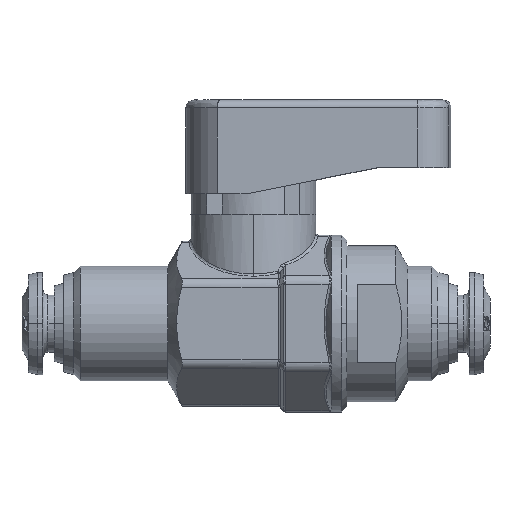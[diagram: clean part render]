
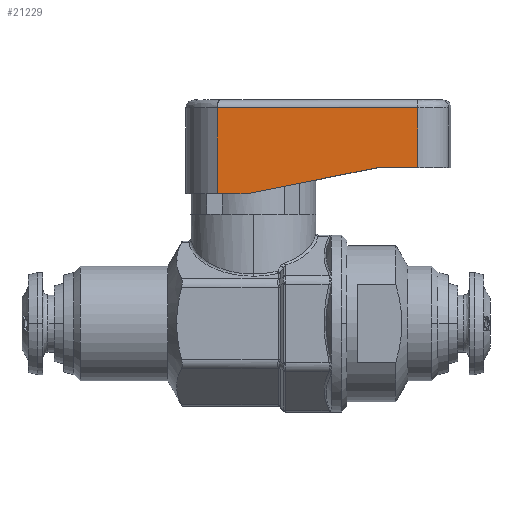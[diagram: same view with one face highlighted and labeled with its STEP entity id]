
A CAD part, top view. The second image highlights one B-rep face of the part: STEP entity #21229.
In plain terms, the highlighted planar face has unit normal (0, 0, 1).
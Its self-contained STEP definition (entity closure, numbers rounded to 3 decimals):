
#1888 = VERTEX_POINT ( 'NONE', #40331 ) ;
#1909 = DIRECTION ( 'NONE',  ( 0.981, 0.196, 0. ) ) ;
#2591 = VERTEX_POINT ( 'NONE', #28993 ) ;
#3122 = LINE ( 'NONE', #41430, #16250 ) ;
#3463 = DIRECTION ( 'NONE',  ( 1., 0., 0. ) ) ;
#4403 = DIRECTION ( 'NONE',  ( 1., 0., 0. ) ) ;
#4694 = DIRECTION ( 'NONE',  ( 0., -1., 0. ) ) ;
#5940 = LINE ( 'NONE', #16868, #9430 ) ;
#7007 = DIRECTION ( 'NONE',  ( -1., 0., 0. ) ) ;
#7350 = CARTESIAN_POINT ( 'NONE',  ( 1.716, 12.5, 5.5 ) ) ;
#7598 = LINE ( 'NONE', #36021, #24819 ) ;
#9430 = VECTOR ( 'NONE', #3463, 1000. ) ;
#11957 = LINE ( 'NONE', #26689, #13493 ) ;
#12161 = FACE_OUTER_BOUND ( 'NONE', #13747, .T. ) ;
#12667 = ORIENTED_EDGE ( 'NONE', *, *, #41037, .T. ) ;
#12832 = AXIS2_PLACEMENT_3D ( 'NONE', #7350, #16696, #4403 ) ;
#13054 = EDGE_CURVE ( 'NONE', #40363, #31461, #21594, .T. ) ;
#13188 = EDGE_CURVE ( 'NONE', #31461, #1888, #5940, .T. ) ;
#13493 = VECTOR ( 'NONE', #36398, 1000. ) ;
#13554 = EDGE_CURVE ( 'NONE', #1888, #36312, #11957, .T. ) ;
#13747 = EDGE_LOOP ( 'NONE', ( #36367, #25345, #15838, #12667, #17902, #28209 ) ) ;
#14324 = LINE ( 'NONE', #20538, #39129 ) ;
#14490 = VERTEX_POINT ( 'NONE', #32153 ) ;
#15082 = CARTESIAN_POINT ( 'NONE',  ( 17.18, 15., 5.5 ) ) ;
#15838 = ORIENTED_EDGE ( 'NONE', *, *, #13554, .T. ) ;
#16250 = VECTOR ( 'NONE', #25341, 1000. ) ;
#16696 = DIRECTION ( 'NONE',  ( 0., 0., 1. ) ) ;
#16868 = CARTESIAN_POINT ( 'NONE',  ( 24.18, 15., 5.5 ) ) ;
#17902 = ORIENTED_EDGE ( 'NONE', *, *, #34962, .T. ) ;
#19232 = CARTESIAN_POINT ( 'NONE',  ( 20.984, 20.75, 5.5 ) ) ;
#20538 = CARTESIAN_POINT ( 'NONE',  ( 1.716, 12.5, 5.5 ) ) ;
#21229 = ADVANCED_FACE ( 'NONE', ( #12161 ), #26620, .T. ) ;
#21594 = LINE ( 'NONE', #33746, #35754 ) ;
#24819 = VECTOR ( 'NONE', #7007, 1000. ) ;
#25341 = DIRECTION ( 'NONE',  ( 1., 0., 0. ) ) ;
#25345 = ORIENTED_EDGE ( 'NONE', *, *, #13188, .T. ) ;
#26620 = PLANE ( 'NONE',  #12832 ) ;
#26689 = CARTESIAN_POINT ( 'NONE',  ( 20.984, 12.5, 5.5 ) ) ;
#28209 = ORIENTED_EDGE ( 'NONE', *, *, #40366, .T. ) ;
#28993 = CARTESIAN_POINT ( 'NONE',  ( 1.716, 20.75, 5.5 ) ) ;
#31461 = VERTEX_POINT ( 'NONE', #15082 ) ;
#31848 = CARTESIAN_POINT ( 'NONE',  ( 4.68, 12.5, 5.5 ) ) ;
#32153 = CARTESIAN_POINT ( 'NONE',  ( 1.716, 12.5, 5.5 ) ) ;
#33746 = CARTESIAN_POINT ( 'NONE',  ( 4.68, 12.5, 5.5 ) ) ;
#34962 = EDGE_CURVE ( 'NONE', #2591, #14490, #14324, .T. ) ;
#35754 = VECTOR ( 'NONE', #1909, 1000. ) ;
#36021 = CARTESIAN_POINT ( 'NONE',  ( 1.716, 20.75, 5.5 ) ) ;
#36312 = VERTEX_POINT ( 'NONE', #19232 ) ;
#36367 = ORIENTED_EDGE ( 'NONE', *, *, #13054, .T. ) ;
#36398 = DIRECTION ( 'NONE',  ( 0., 1., 0. ) ) ;
#39129 = VECTOR ( 'NONE', #4694, 1000. ) ;
#40331 = CARTESIAN_POINT ( 'NONE',  ( 20.984, 15., 5.5 ) ) ;
#40363 = VERTEX_POINT ( 'NONE', #31848 ) ;
#40366 = EDGE_CURVE ( 'NONE', #14490, #40363, #3122, .T. ) ;
#41037 = EDGE_CURVE ( 'NONE', #36312, #2591, #7598, .T. ) ;
#41430 = CARTESIAN_POINT ( 'NONE',  ( 4.68, 12.5, 5.5 ) ) ;
